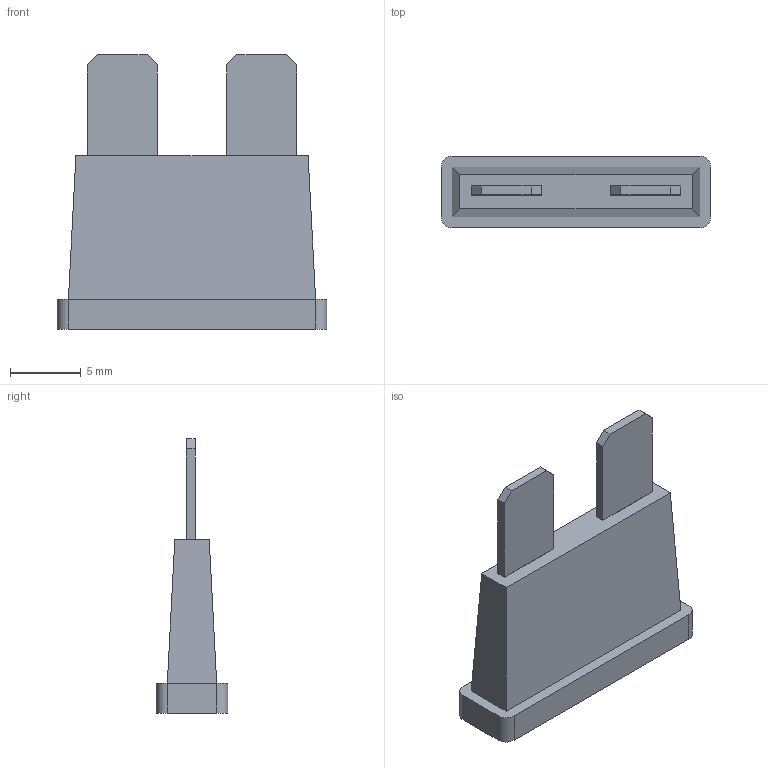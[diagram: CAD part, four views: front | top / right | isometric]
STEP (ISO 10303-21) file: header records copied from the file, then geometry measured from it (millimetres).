
FILE_DESCRIPTION (( 'STEP AP214' ), '1' );
FILE_NAME ('User Library-fuse_gm.STEP', '2017-12-31T15:06:44', ( '' ), ( '' ), 'SwSTEP 2.0', 'SolidWorks 2018', '' );
FILE_SCHEMA (( 'AUTOMOTIVE_DESIGN' ));
Length unit declared in the file: inch
Products named in the file (1): User Library-fuse_gm
Bounding box: 19.05 x 5.08 x 19.38 mm (x, y, z)
Volume: 780.4 mm3; surface area: 944.1 mm2
Topology: 2 solids, 2 shells, 62 faces, 162 edges, 108 vertices
Faces by surface type: plane 43, cylinder 10, bspline 9
Entity records: 3014 total; most frequent: CARTESIAN_POINT 862, ORIENTED_EDGE 324, DIRECTION 272, EDGE_CURVE 162, VECTOR 124, LINE 124, VERTEX_POINT 108, AXIS2_PLACEMENT_3D 74
